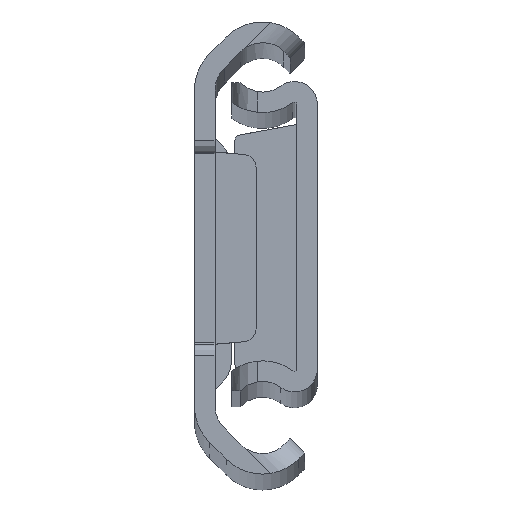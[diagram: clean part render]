
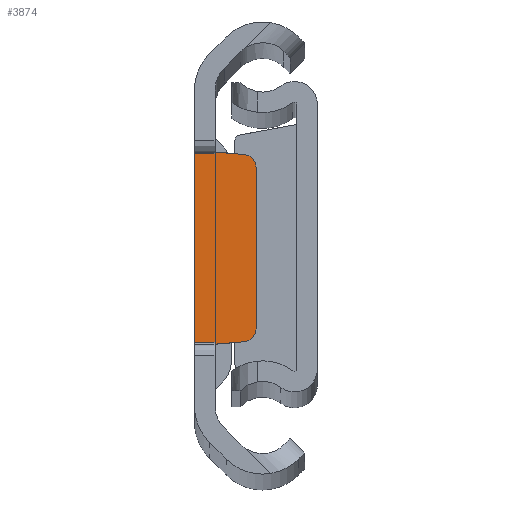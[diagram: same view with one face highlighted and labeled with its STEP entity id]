
A CAD part, top view. The second image highlights one B-rep face of the part: STEP entity #3874.
In plain terms, the highlighted planar face has unit normal (0, 0, 1).
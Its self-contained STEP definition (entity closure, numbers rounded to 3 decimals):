
#358 = ORIENTED_EDGE ( 'NONE', *, *, #1427, .T. ) ;
#363 = CARTESIAN_POINT ( 'NONE',  ( 4.8, 6.311, -2.2 ) ) ;
#378 = ORIENTED_EDGE ( 'NONE', *, *, #1138, .T. ) ;
#395 = VERTEX_POINT ( 'NONE', #1954 ) ;
#410 = DIRECTION ( 'NONE',  ( -0.996, 0.084, 0. ) ) ;
#443 = CARTESIAN_POINT ( 'NONE',  ( 1.6, 7.5, -2.2 ) ) ;
#444 = ORIENTED_EDGE ( 'NONE', *, *, #1777, .T. ) ;
#463 = LINE ( 'NONE', #846, #2903 ) ;
#495 = CARTESIAN_POINT ( 'NONE',  ( 8.601, 7.5, -2.2 ) ) ;
#573 = DIRECTION ( 'NONE',  ( 0., -1., 0. ) ) ;
#624 = VECTOR ( 'NONE', #1443, 1000. ) ;
#740 = VERTEX_POINT ( 'NONE', #1421 ) ;
#751 = VECTOR ( 'NONE', #4019, 1000. ) ;
#828 = DIRECTION ( 'NONE',  ( -1., 0., 0. ) ) ;
#846 = CARTESIAN_POINT ( 'NONE',  ( 1.6, 7.5, -2.2 ) ) ;
#879 = PLANE ( 'NONE',  #2416 ) ;
#899 = CIRCLE ( 'NONE', #4296, 1. ) ;
#1138 = EDGE_CURVE ( 'NONE', #2235, #2559, #1847, .T. ) ;
#1186 = AXIS2_PLACEMENT_3D ( 'NONE', #4726, #2644, #573 ) ;
#1421 = CARTESIAN_POINT ( 'NONE',  ( 0., -7.5, -2.2 ) ) ;
#1427 = EDGE_CURVE ( 'NONE', #3789, #2235, #899, .T. ) ;
#1443 = DIRECTION ( 'NONE',  ( 0., 1., 0. ) ) ;
#1507 = LINE ( 'NONE', #1537, #751 ) ;
#1537 = CARTESIAN_POINT ( 'NONE',  ( 8.601, 7.5, -2.2 ) ) ;
#1763 = CARTESIAN_POINT ( 'NONE',  ( 0., 7.5, -2.2 ) ) ;
#1777 = EDGE_CURVE ( 'NONE', #395, #5067, #463, .T. ) ;
#1817 = ORIENTED_EDGE ( 'NONE', *, *, #5160, .T. ) ;
#1847 = LINE ( 'NONE', #3515, #624 ) ;
#1885 = EDGE_LOOP ( 'NONE', ( #3658, #358, #378, #1817, #444, #2495, #5107, #4826 ) ) ;
#1954 = CARTESIAN_POINT ( 'NONE',  ( 3.884, 7.307, -2.2 ) ) ;
#1968 = CARTESIAN_POINT ( 'NONE',  ( 0., 7.5, -2.2 ) ) ;
#1986 = CARTESIAN_POINT ( 'NONE',  ( 1.6, -7.5, -2.2 ) ) ;
#1995 = VECTOR ( 'NONE', #4807, 1000. ) ;
#2235 = VERTEX_POINT ( 'NONE', #2862 ) ;
#2373 = CARTESIAN_POINT ( 'NONE',  ( 3.884, -7.307, -2.2 ) ) ;
#2416 = AXIS2_PLACEMENT_3D ( 'NONE', #495, #4570, #4975 ) ;
#2495 = ORIENTED_EDGE ( 'NONE', *, *, #4619, .T. ) ;
#2534 = LINE ( 'NONE', #2947, #4677 ) ;
#2559 = VERTEX_POINT ( 'NONE', #363 ) ;
#2643 = CARTESIAN_POINT ( 'NONE',  ( 3.8, -6.311, -2.2 ) ) ;
#2644 = DIRECTION ( 'NONE',  ( 0., 0., 1. ) ) ;
#2789 = CARTESIAN_POINT ( 'NONE',  ( 4.8, -7.23, -2.2 ) ) ;
#2862 = CARTESIAN_POINT ( 'NONE',  ( 4.8, -6.311, -2.2 ) ) ;
#2903 = VECTOR ( 'NONE', #410, 1000. ) ;
#2947 = CARTESIAN_POINT ( 'NONE',  ( 8.601, -7.5, -2.2 ) ) ;
#3155 = VERTEX_POINT ( 'NONE', #1763 ) ;
#3515 = CARTESIAN_POINT ( 'NONE',  ( 4.8, 7.23, -2.2 ) ) ;
#3598 = LINE ( 'NONE', #2789, #1995 ) ;
#3613 = VECTOR ( 'NONE', #4878, 1000. ) ;
#3658 = ORIENTED_EDGE ( 'NONE', *, *, #4377, .T. ) ;
#3789 = VERTEX_POINT ( 'NONE', #2373 ) ;
#3874 = ADVANCED_FACE ( 'NONE', ( #5000 ), #879, .T. ) ;
#4019 = DIRECTION ( 'NONE',  ( -1., 0., 0. ) ) ;
#4121 = VERTEX_POINT ( 'NONE', #1986 ) ;
#4296 = AXIS2_PLACEMENT_3D ( 'NONE', #2643, #4700, #4310 ) ;
#4310 = DIRECTION ( 'NONE',  ( 0., -1., 0. ) ) ;
#4377 = EDGE_CURVE ( 'NONE', #4121, #3789, #3598, .T. ) ;
#4570 = DIRECTION ( 'NONE',  ( 0., 0., 1. ) ) ;
#4619 = EDGE_CURVE ( 'NONE', #5067, #3155, #1507, .T. ) ;
#4622 = EDGE_CURVE ( 'NONE', #740, #3155, #5286, .T. ) ;
#4677 = VECTOR ( 'NONE', #828, 1000. ) ;
#4700 = DIRECTION ( 'NONE',  ( 0., 0., 1. ) ) ;
#4726 = CARTESIAN_POINT ( 'NONE',  ( 3.8, 6.311, -2.2 ) ) ;
#4807 = DIRECTION ( 'NONE',  ( 0.996, 0.084, 0. ) ) ;
#4826 = ORIENTED_EDGE ( 'NONE', *, *, #5073, .F. ) ;
#4878 = DIRECTION ( 'NONE',  ( 0., 1., 0. ) ) ;
#4975 = DIRECTION ( 'NONE',  ( 0., -1., 0. ) ) ;
#5000 = FACE_OUTER_BOUND ( 'NONE', #1885, .T. ) ;
#5067 = VERTEX_POINT ( 'NONE', #443 ) ;
#5073 = EDGE_CURVE ( 'NONE', #4121, #740, #2534, .T. ) ;
#5107 = ORIENTED_EDGE ( 'NONE', *, *, #4622, .F. ) ;
#5160 = EDGE_CURVE ( 'NONE', #2559, #395, #5193, .T. ) ;
#5193 = CIRCLE ( 'NONE', #1186, 1. ) ;
#5286 = LINE ( 'NONE', #1968, #3613 ) ;
